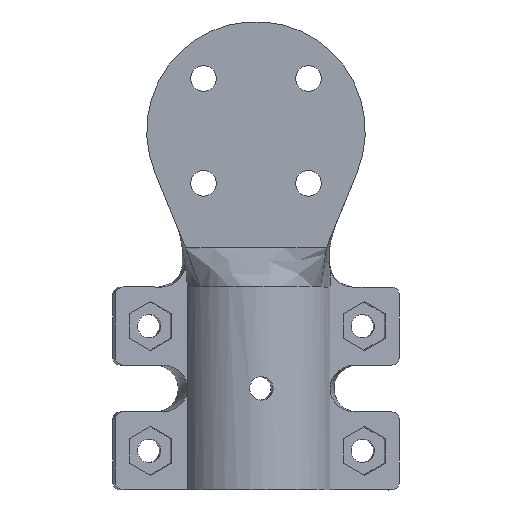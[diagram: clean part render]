
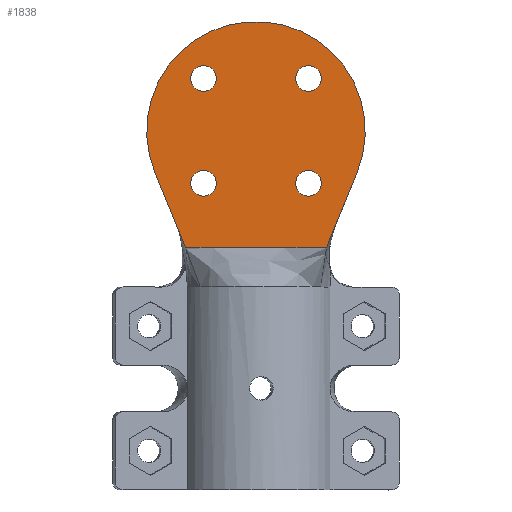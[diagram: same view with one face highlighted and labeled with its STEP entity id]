
A CAD part, top view. The second image highlights one B-rep face of the part: STEP entity #1838.
In plain terms, the highlighted planar face has unit normal (0, 0, 1).
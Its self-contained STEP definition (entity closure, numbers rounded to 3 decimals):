
#55=FACE_BOUND('',#670,.T.);
#56=FACE_BOUND('',#671,.T.);
#57=FACE_BOUND('',#672,.T.);
#58=FACE_BOUND('',#673,.T.);
#105=CIRCLE('',#1970,1.65);
#106=CIRCLE('',#1972,1.65);
#107=CIRCLE('',#1974,1.65);
#108=CIRCLE('',#1976,1.65);
#109=CIRCLE('',#1979,14.);
#249=LINE('',#3780,#399);
#250=LINE('',#3782,#400);
#251=LINE('',#3784,#401);
#256=LINE('',#3807,#406);
#259=LINE('',#3814,#409);
#399=VECTOR('',#2355,10.);
#400=VECTOR('',#2356,10.);
#401=VECTOR('',#2357,10.);
#406=VECTOR('',#2380,10.);
#409=VECTOR('',#2389,10.);
#465=PLANE('',#1981);
#558=FACE_OUTER_BOUND('',#669,.T.);
#669=EDGE_LOOP('',(#1717,#1718,#1719,#1720,#1721,#1722,#1723,#1724,#1725,
#1726));
#670=EDGE_LOOP('',(#1727));
#671=EDGE_LOOP('',(#1728));
#672=EDGE_LOOP('',(#1729));
#673=EDGE_LOOP('',(#1730));
#722=B_SPLINE_CURVE_WITH_KNOTS('',3,(#3113,#3114,#3115,#3116,#3117,#3118),
 .UNSPECIFIED.,.F.,.F.,(4,2,4),(0.,0.108,0.111),
 .UNSPECIFIED.);
#727=B_SPLINE_CURVE_WITH_KNOTS('',3,(#3232,#3233,#3234,#3235),
 .UNSPECIFIED.,.F.,.F.,(4,4),(0.013,0.032),
 .UNSPECIFIED.);
#740=B_SPLINE_CURVE_WITH_KNOTS('',3,(#3775,#3776,#3777,#3778),
 .UNSPECIFIED.,.F.,.F.,(4,4),(0.541,0.546),
 .UNSPECIFIED.);
#741=B_SPLINE_CURVE_WITH_KNOTS('',3,(#3785,#3786,#3787,#3788),
 .UNSPECIFIED.,.F.,.F.,(4,4),(0.177,0.177),
 .UNSPECIFIED.);
#810=VERTEX_POINT('',#3087);
#813=VERTEX_POINT('',#3107);
#817=VERTEX_POINT('',#3230);
#818=VERTEX_POINT('',#3231);
#914=VERTEX_POINT('',#3774);
#915=VERTEX_POINT('',#3779);
#916=VERTEX_POINT('',#3781);
#917=VERTEX_POINT('',#3783);
#918=VERTEX_POINT('',#3790);
#919=VERTEX_POINT('',#3794);
#920=VERTEX_POINT('',#3798);
#921=VERTEX_POINT('',#3802);
#922=VERTEX_POINT('',#3806);
#923=VERTEX_POINT('',#3810);
#1008=EDGE_CURVE('',#813,#810,#722,.T.);
#1015=EDGE_CURVE('',#817,#818,#727,.F.);
#1175=EDGE_CURVE('',#810,#914,#740,.T.);
#1176=EDGE_CURVE('',#915,#914,#249,.T.);
#1177=EDGE_CURVE('',#916,#915,#250,.T.);
#1178=EDGE_CURVE('',#917,#916,#251,.T.);
#1179=EDGE_CURVE('',#818,#917,#741,.F.);
#1180=EDGE_CURVE('',#918,#918,#105,.T.);
#1182=EDGE_CURVE('',#919,#919,#106,.T.);
#1184=EDGE_CURVE('',#920,#920,#107,.T.);
#1186=EDGE_CURVE('',#921,#921,#108,.T.);
#1188=EDGE_CURVE('',#922,#817,#256,.T.);
#1190=EDGE_CURVE('',#923,#922,#109,.T.);
#1192=EDGE_CURVE('',#813,#923,#259,.T.);
#1717=ORIENTED_EDGE('',*,*,#1192,.T.);
#1718=ORIENTED_EDGE('',*,*,#1190,.T.);
#1719=ORIENTED_EDGE('',*,*,#1188,.T.);
#1720=ORIENTED_EDGE('',*,*,#1015,.T.);
#1721=ORIENTED_EDGE('',*,*,#1179,.T.);
#1722=ORIENTED_EDGE('',*,*,#1178,.T.);
#1723=ORIENTED_EDGE('',*,*,#1177,.T.);
#1724=ORIENTED_EDGE('',*,*,#1176,.T.);
#1725=ORIENTED_EDGE('',*,*,#1175,.F.);
#1726=ORIENTED_EDGE('',*,*,#1008,.F.);
#1727=ORIENTED_EDGE('',*,*,#1186,.T.);
#1728=ORIENTED_EDGE('',*,*,#1184,.T.);
#1729=ORIENTED_EDGE('',*,*,#1182,.T.);
#1730=ORIENTED_EDGE('',*,*,#1180,.T.);
#1838=ADVANCED_FACE('',(#558,#55,#56,#57,#58),#465,.T.);
#1970=AXIS2_PLACEMENT_3D('',#3791,#2360,#2361);
#1972=AXIS2_PLACEMENT_3D('',#3795,#2365,#2366);
#1974=AXIS2_PLACEMENT_3D('',#3799,#2370,#2371);
#1976=AXIS2_PLACEMENT_3D('',#3803,#2375,#2376);
#1979=AXIS2_PLACEMENT_3D('',#3811,#2384,#2385);
#1981=AXIS2_PLACEMENT_3D('',#3815,#2390,#2391);
#2355=DIRECTION('',(1.,0.,0.));
#2356=DIRECTION('',(1.,0.,0.));
#2357=DIRECTION('',(1.,0.,0.));
#2360=DIRECTION('center_axis',(0.,0.,-1.));
#2361=DIRECTION('ref_axis',(1.,0.,0.));
#2365=DIRECTION('center_axis',(0.,0.,-1.));
#2366=DIRECTION('ref_axis',(1.,0.,0.));
#2370=DIRECTION('center_axis',(0.,0.,-1.));
#2371=DIRECTION('ref_axis',(1.,0.,0.));
#2375=DIRECTION('center_axis',(0.,0.,-1.));
#2376=DIRECTION('ref_axis',(1.,0.,0.));
#2380=DIRECTION('',(0.378,-0.926,0.));
#2384=DIRECTION('center_axis',(0.,0.,1.));
#2385=DIRECTION('ref_axis',(0.926,-0.378,0.));
#2389=DIRECTION('',(0.378,0.926,0.));
#2390=DIRECTION('center_axis',(0.,0.,1.));
#2391=DIRECTION('ref_axis',(1.,0.,0.));
#3087=CARTESIAN_POINT('',(9.053,6.,7.));
#3107=CARTESIAN_POINT('',(9.427,7.047,7.));
#3113=CARTESIAN_POINT('Ctrl Pts',(9.427,7.047,7.));
#3114=CARTESIAN_POINT('Ctrl Pts',(9.292,6.715,7.));
#3115=CARTESIAN_POINT('Ctrl Pts',(9.17,6.377,7.));
#3116=CARTESIAN_POINT('Ctrl Pts',(9.06,6.023,7.));
#3117=CARTESIAN_POINT('Ctrl Pts',(9.056,6.011,7.));
#3118=CARTESIAN_POINT('Ctrl Pts',(9.053,6.,7.));
#3230=CARTESIAN_POINT('',(-9.074,6.182,7.));
#3231=CARTESIAN_POINT('',(-9.001,6.,7.));
#3232=CARTESIAN_POINT('Ctrl Pts',(-9.001,6.,7.));
#3233=CARTESIAN_POINT('Ctrl Pts',(-9.025,6.061,7.));
#3234=CARTESIAN_POINT('Ctrl Pts',(-9.05,6.122,7.));
#3235=CARTESIAN_POINT('Ctrl Pts',(-9.074,6.182,7.));
#3774=CARTESIAN_POINT('',(9.,6.,7.));
#3775=CARTESIAN_POINT('Ctrl Pts',(9.053,6.,7.));
#3776=CARTESIAN_POINT('Ctrl Pts',(9.035,6.,7.));
#3777=CARTESIAN_POINT('Ctrl Pts',(9.018,6.,7.));
#3778=CARTESIAN_POINT('Ctrl Pts',(9.,6.,7.));
#3779=CARTESIAN_POINT('',(3.705,6.,7.));
#3780=CARTESIAN_POINT('',(-9.,6.,7.));
#3781=CARTESIAN_POINT('',(-5.483,6.,7.));
#3782=CARTESIAN_POINT('',(-9.,6.,7.));
#3783=CARTESIAN_POINT('',(-9.,6.,7.));
#3784=CARTESIAN_POINT('',(-9.,6.,7.));
#3785=CARTESIAN_POINT('Ctrl Pts',(-9.,6.,7.));
#3786=CARTESIAN_POINT('Ctrl Pts',(-9.,6.,7.));
#3787=CARTESIAN_POINT('Ctrl Pts',(-9.001,6.,7.));
#3788=CARTESIAN_POINT('Ctrl Pts',(-9.001,6.,7.));
#3790=CARTESIAN_POINT('',(5.068,14.282,7.));
#3791=CARTESIAN_POINT('Origin',(6.718,14.282,7.));
#3794=CARTESIAN_POINT('',(-8.368,27.718,7.));
#3795=CARTESIAN_POINT('Origin',(-6.718,27.718,7.));
#3798=CARTESIAN_POINT('',(-8.368,14.282,7.));
#3799=CARTESIAN_POINT('Origin',(-6.718,14.282,7.));
#3802=CARTESIAN_POINT('',(5.068,27.718,7.));
#3803=CARTESIAN_POINT('Origin',(6.718,27.718,7.));
#3806=CARTESIAN_POINT('',(-12.962,15.711,7.));
#3807=CARTESIAN_POINT('',(-12.962,15.711,7.));
#3810=CARTESIAN_POINT('',(12.962,15.711,7.));
#3811=CARTESIAN_POINT('Origin',(0.,21.,7.));
#3814=CARTESIAN_POINT('',(9.,6.,7.));
#3815=CARTESIAN_POINT('Origin',(0.,20.5,7.));
